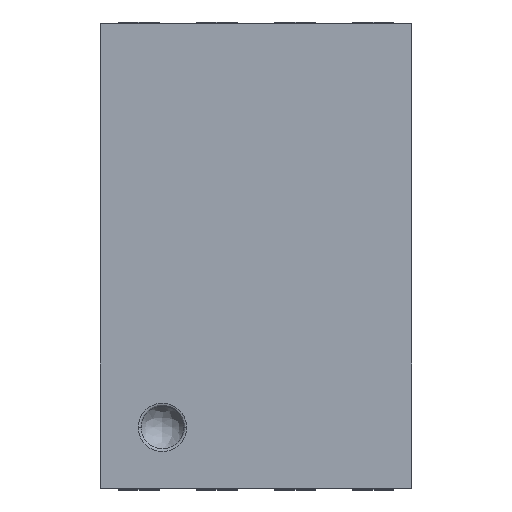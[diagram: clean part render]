
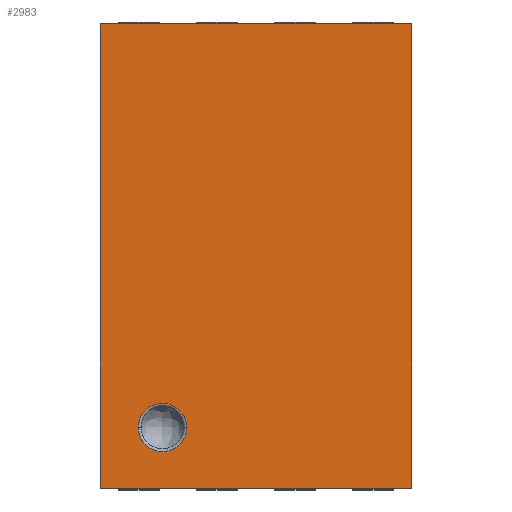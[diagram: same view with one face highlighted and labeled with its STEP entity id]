
A CAD part, top view. The second image highlights one B-rep face of the part: STEP entity #2983.
In plain terms, the highlighted planar face has unit normal (0, 0, 1).
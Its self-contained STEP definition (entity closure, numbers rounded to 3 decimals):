
#33 = CARTESIAN_POINT ( 'NONE',  ( 1.75, 2.99, 0.8 ) ) ;
#138 = DIRECTION ( 'NONE',  ( 0., 0., -1. ) ) ;
#142 = CARTESIAN_POINT ( 'NONE',  ( 1.75, 0.01, 0.8 ) ) ;
#174 = CARTESIAN_POINT ( 'NONE',  ( -0.25, 0.01, 0.8 ) ) ;
#260 = VECTOR ( 'NONE', #1214, 1000. ) ;
#279 = CARTESIAN_POINT ( 'NONE',  ( 0.07, 0.539, 0.8 ) ) ;
#347 = CARTESIAN_POINT ( 'NONE',  ( 0.182, 0.222, 0.8 ) ) ;
#365 = CARTESIAN_POINT ( 'NONE',  ( -0.005, 0.346, 0.8 ) ) ;
#375 = CARTESIAN_POINT ( 'NONE',  ( -0.25, 2.99, 0.8 ) ) ;
#462 = CARTESIAN_POINT ( 'NONE',  ( 1.75, 0.01, 0.8 ) ) ;
#465 = VERTEX_POINT ( 'NONE', #33 ) ;
#473 = EDGE_CURVE ( 'NONE', #1489, #1303, #3525, .T. ) ;
#476 = ORIENTED_EDGE ( 'NONE', *, *, #3686, .T. ) ;
#500 = ORIENTED_EDGE ( 'NONE', *, *, #1215, .T. ) ;
#539 = DIRECTION ( 'NONE',  ( 0., 1., 0. ) ) ;
#541 = CARTESIAN_POINT ( 'NONE',  ( 0.177, 0.555, 0.8 ) ) ;
#620 = CARTESIAN_POINT ( 'NONE',  ( 0.273, 0.503, 0.8 ) ) ;
#629 = EDGE_LOOP ( 'NONE', ( #2315, #1328 ) ) ;
#648 = CARTESIAN_POINT ( 'NONE',  ( 0.016, 0.292, 0.8 ) ) ;
#678 = PLANE ( 'NONE',  #957 ) ;
#749 = CARTESIAN_POINT ( 'NONE',  ( -0.25, 0.01, 0.8 ) ) ;
#782 = B_SPLINE_CURVE_WITH_KNOTS ( 'NONE', 9,
 ( #2048, #2334, #895, #3215, #620, #3426, #825, #2275, #541, #3442, #1991, #279, #1422, #2414, #2353, #2010, #2641, #3174 ),
 .UNSPECIFIED., .F., .F.,
 ( 10, 8, 10 ),
 ( 0., 0.251, 0.5 ),
 .UNSPECIFIED. ) ;
#794 = ORIENTED_EDGE ( 'NONE', *, *, #3366, .T. ) ;
#816 = VERTEX_POINT ( 'NONE', #3303 ) ;
#825 = CARTESIAN_POINT ( 'NONE',  ( 0.23, 0.539, 0.8 ) ) ;
#853 = CARTESIAN_POINT ( 'NONE',  ( -0.005, 0.4, 0.8 ) ) ;
#895 = CARTESIAN_POINT ( 'NONE',  ( 0.3, 0.454, 0.8 ) ) ;
#957 = AXIS2_PLACEMENT_3D ( 'NONE', #174, #138, #1280 ) ;
#1022 = VECTOR ( 'NONE', #2512, 1000. ) ;
#1176 = CARTESIAN_POINT ( 'NONE',  ( 0.305, 0.4, 0.8 ) ) ;
#1214 = DIRECTION ( 'NONE',  ( 0., -1., 0. ) ) ;
#1215 = EDGE_CURVE ( 'NONE', #1950, #465, #2578, .T. ) ;
#1280 = DIRECTION ( 'NONE',  ( -1., 0., 0. ) ) ;
#1303 = VERTEX_POINT ( 'NONE', #2655 ) ;
#1328 = ORIENTED_EDGE ( 'NONE', *, *, #473, .F. ) ;
#1422 = CARTESIAN_POINT ( 'NONE',  ( 0.047, 0.524, 0.8 ) ) ;
#1471 = CARTESIAN_POINT ( 'NONE',  ( 0.117, 0.222, 0.8 ) ) ;
#1489 = VERTEX_POINT ( 'NONE', #2285 ) ;
#1577 = FACE_OUTER_BOUND ( 'NONE', #1965, .T. ) ;
#1919 = DIRECTION ( 'NONE',  ( -1., 0., 0. ) ) ;
#1950 = VERTEX_POINT ( 'NONE', #462 ) ;
#1965 = EDGE_LOOP ( 'NONE', ( #2645, #476, #794, #500 ) ) ;
#1991 = CARTESIAN_POINT ( 'NONE',  ( 0.096, 0.55, 0.8 ) ) ;
#2010 = CARTESIAN_POINT ( 'NONE',  ( 0.001, 0.454, 0.8 ) ) ;
#2045 = LINE ( 'NONE', #3214, #260 ) ;
#2048 = CARTESIAN_POINT ( 'NONE',  ( 0.305, 0.4, 0.8 ) ) ;
#2205 = CARTESIAN_POINT ( 'NONE',  ( 1.75, 2.99, 0.8 ) ) ;
#2275 = CARTESIAN_POINT ( 'NONE',  ( 0.204, 0.55, 0.8 ) ) ;
#2285 = CARTESIAN_POINT ( 'NONE',  ( -0.005, 0.4, 0.8 ) ) ;
#2315 = ORIENTED_EDGE ( 'NONE', *, *, #2432, .F. ) ;
#2334 = CARTESIAN_POINT ( 'NONE',  ( 0.305, 0.427, 0.8 ) ) ;
#2353 = CARTESIAN_POINT ( 'NONE',  ( 0.011, 0.48, 0.8 ) ) ;
#2394 = FACE_BOUND ( 'NONE', #629, .T. ) ;
#2414 = CARTESIAN_POINT ( 'NONE',  ( 0.027, 0.504, 0.8 ) ) ;
#2432 = EDGE_CURVE ( 'NONE', #1303, #1489, #782, .T. ) ;
#2512 = DIRECTION ( 'NONE',  ( 1., 0., 0. ) ) ;
#2578 = LINE ( 'NONE', #142, #3420 ) ;
#2614 = CARTESIAN_POINT ( 'NONE',  ( 0.059, 0.247, 0.8 ) ) ;
#2633 = CARTESIAN_POINT ( 'NONE',  ( 0.284, 0.292, 0.8 ) ) ;
#2641 = CARTESIAN_POINT ( 'NONE',  ( -0.005, 0.427, 0.8 ) ) ;
#2645 = ORIENTED_EDGE ( 'NONE', *, *, #2686, .T. ) ;
#2655 = CARTESIAN_POINT ( 'NONE',  ( 0.305, 0.4, 0.8 ) ) ;
#2673 = CARTESIAN_POINT ( 'NONE',  ( 0.305, 0.346, 0.8 ) ) ;
#2686 = EDGE_CURVE ( 'NONE', #465, #3093, #3723, .T. ) ;
#2823 = LINE ( 'NONE', #749, #1022 ) ;
#2983 = ADVANCED_FACE ( 'NONE', ( #1577, #2394 ), #678, .F. ) ;
#3093 = VERTEX_POINT ( 'NONE', #375 ) ;
#3167 = CARTESIAN_POINT ( 'NONE',  ( 0.241, 0.247, 0.8 ) ) ;
#3174 = CARTESIAN_POINT ( 'NONE',  ( -0.005, 0.4, 0.8 ) ) ;
#3214 = CARTESIAN_POINT ( 'NONE',  ( -0.25, 2.99, 0.8 ) ) ;
#3215 = CARTESIAN_POINT ( 'NONE',  ( 0.289, 0.48, 0.8 ) ) ;
#3303 = CARTESIAN_POINT ( 'NONE',  ( -0.25, 0.01, 0.8 ) ) ;
#3366 = EDGE_CURVE ( 'NONE', #816, #1950, #2823, .T. ) ;
#3372 = VECTOR ( 'NONE', #1919, 1000. ) ;
#3420 = VECTOR ( 'NONE', #539, 1000. ) ;
#3426 = CARTESIAN_POINT ( 'NONE',  ( 0.253, 0.523, 0.8 ) ) ;
#3442 = CARTESIAN_POINT ( 'NONE',  ( 0.123, 0.555, 0.8 ) ) ;
#3525 = B_SPLINE_CURVE_WITH_KNOTS ( 'NONE', 9,
 ( #853, #365, #648, #2614, #1471, #347, #3167, #2633, #2673, #1176 ),
 .UNSPECIFIED., .F., .F.,
 ( 10, 10 ),
 ( 0.5, 1. ),
 .UNSPECIFIED. ) ;
#3686 = EDGE_CURVE ( 'NONE', #3093, #816, #2045, .T. ) ;
#3723 = LINE ( 'NONE', #2205, #3372 ) ;
